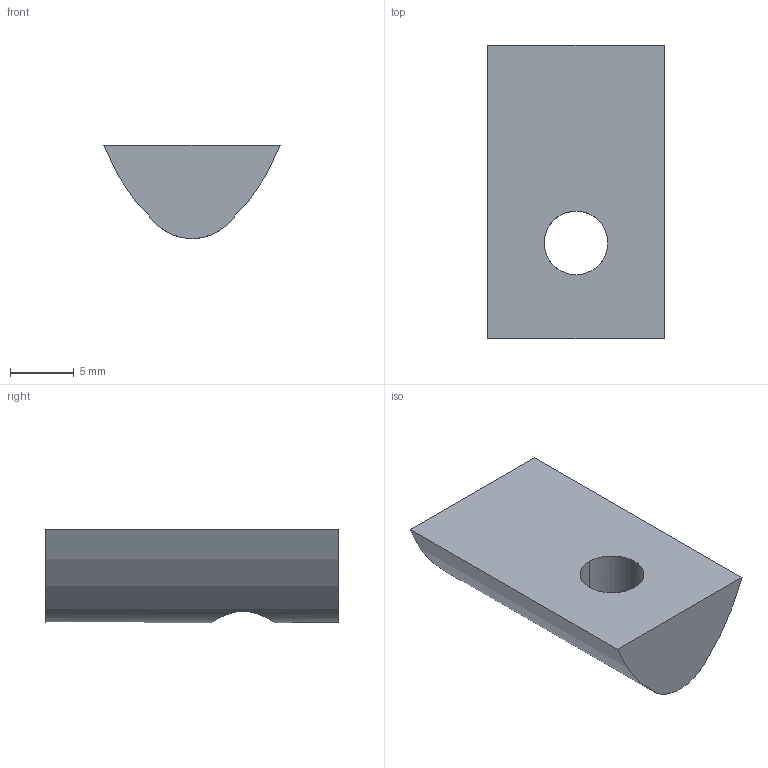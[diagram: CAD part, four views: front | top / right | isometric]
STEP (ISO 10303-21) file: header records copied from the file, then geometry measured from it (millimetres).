
FILE_DESCRIPTION(('no description'),'unknown implementation level');
FILE_NAME('item_0042005_Nutenstein_8_St_M5_1.stp',' ',('item Industrietechnik GmbH'),('CADClick - KiM GmbH - www.kimweb.de'),'unknown preprocess','ACIS','unknown authorization');
FILE_SCHEMA(('automotive_design'));
Length unit declared in the file: millimetre
Products named in the file (1): 1
Bounding box: 13.8 x 23 x 7.3 mm (x, y, z)
Volume: 1434.5 mm3; surface area: 1007.9 mm2
Topology: 1 solids, 1 shells, 8 faces, 19 edges, 13 vertices
Faces by surface type: cylinder 5, plane 3
Entity records: 552 total; most frequent: CARTESIAN_POINT 108, DIRECTION 42, STYLED_ITEM 41, PRESENTATION_STYLE_ASSIGNMENT 41, COLOUR_RGB 41, ORIENTED_EDGE 38, EDGE_CURVE 19, CURVE_STYLE 19
